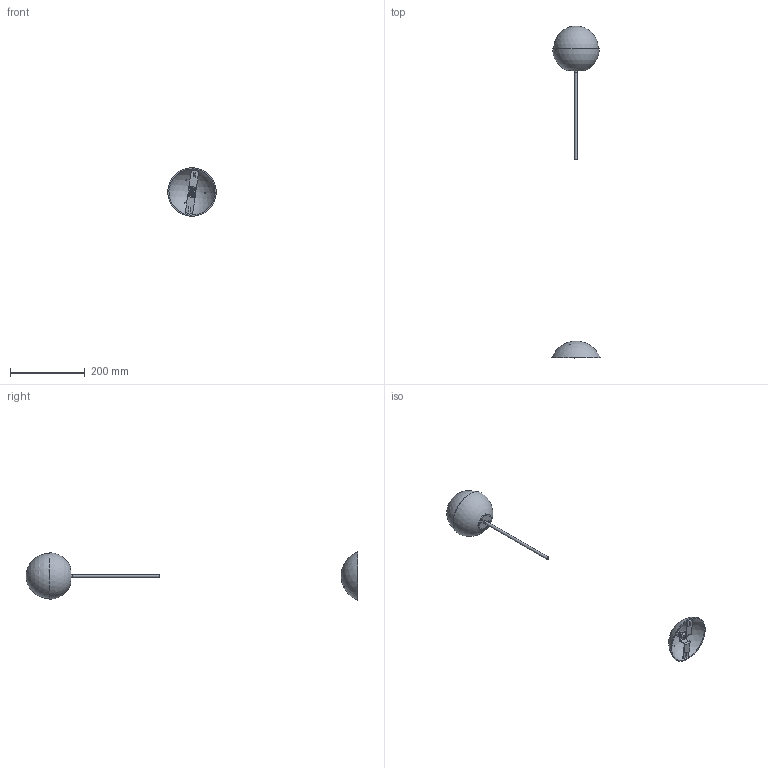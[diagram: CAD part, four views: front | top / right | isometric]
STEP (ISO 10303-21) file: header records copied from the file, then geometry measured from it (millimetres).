
FILE_DESCRIPTION(/* description */ (''),/* implementation_level */ '2;1');
FILE_NAME(/* name */ 'F443080150xxNE.stp',/* time_stamp */ '2020-01-21T12:03:56+01:00',/* author */ ('sghezzi'),/* organization */ (''),/* preprocessor_version */ 'ST-DEVELOPER v17.2',/* originating_system */ 'Autodesk Inventor 2019',/* authorisation */ '');
FILE_SCHEMA (('AUTOMOTIVE_DESIGN { 1 0 10303 214 3 1 1 }'));
Length unit declared in the file: millimetre
Products named in the file (13): Assieme_sosp con cupola; 007440420 ; 002438000; cupola; staffa_ART.319PL_G9; PL G9; tubo; tappo tubo; 006322902; 003329100_ROSONE_SOSP_3291_GREZZO; 007600246_CAVALLOTTO_5155; 006510070; 007247413-14
Assembly tree (13 placements, depth 2):
  Assieme_sosp con cupola
    007440420 
    002438000
    cupola
    staffa_ART.319PL_G9
    PL G9
    tubo
    tappo tubo
    006322902  x2
    003329100_ROSONE_SOSP_3291_GREZZO
    007600246_CAVALLOTTO_5155
    006510070
    007247413-14
Bounding box: 129.71 x 888.42 x 129.71 mm (x, y, z)
Volume: 234491.5 mm3; surface area: 202838.5 mm2
Topology: 13 solids, 13 shells, 274 faces, 707 edges, 462 vertices
Faces by surface type: plane 161, cylinder 72, cone 33, sphere 7, bspline 1
Full cylindrical faces by diameter (mm): 2 x3, 2.459 x2, 3 x4, 3.2 x4, 5 x3, 6 x1, 6.5 x1, 7 x2, 7.2 x1, 8 x2, 8.5 x1, 10 x1, 10.7 x1, 39.7 x1, 40 x1, 45 x2
Entity records: 8664 total; most frequent: CARTESIAN_POINT 1806, DIRECTION 1358, ORIENTED_EDGE 1310, EDGE_CURVE 655, AXIS2_PLACEMENT_3D 477, VERTEX_POINT 433, LINE 404, VECTOR 404
